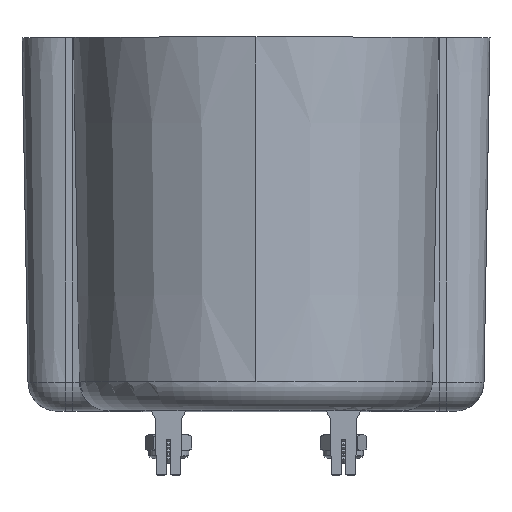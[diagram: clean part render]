
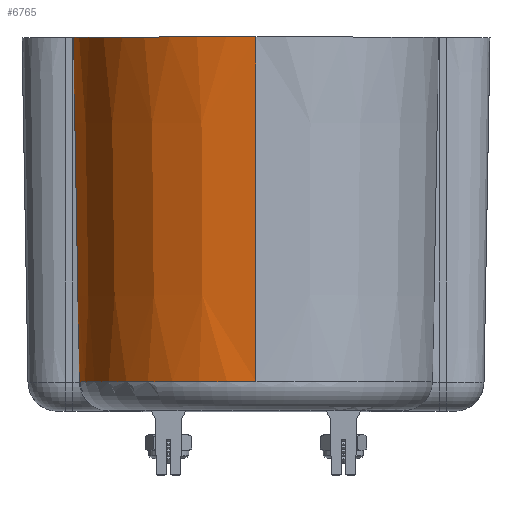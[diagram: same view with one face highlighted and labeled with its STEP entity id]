
A CAD part, top view. The second image highlights one B-rep face of the part: STEP entity #6765.
In plain terms, the highlighted conical face has half-angle 1 degrees and reference radius 47.981 mm.
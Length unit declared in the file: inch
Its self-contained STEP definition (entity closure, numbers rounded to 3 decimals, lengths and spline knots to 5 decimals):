
#571 = AXIS2_PLACEMENT_3D ( 'NONE', #11806, #3711, #13192 ) ;
#1080 = DIRECTION ( 'NONE',  ( 0., 1., 0.017 ) ) ;
#1435 = CARTESIAN_POINT ( 'NONE',  ( 0., 0., 0. ) ) ;
#1546 = VERTEX_POINT ( 'NONE', #11641 ) ;
#1574 = CARTESIAN_POINT ( 'NONE',  ( -1.5977, 0.30705, -1.01782 ) ) ;
#1998 = DIRECTION ( 'NONE',  ( 0.015, -1., 0.009 ) ) ;
#2127 = EDGE_LOOP ( 'NONE', ( #10445, #15385, #15806, #17056 ) ) ;
#2214 = DIRECTION ( 'NONE',  ( 0., 1., 0. ) ) ;
#3178 = VERTEX_POINT ( 'NONE', #4316 ) ;
#3711 = DIRECTION ( 'NONE',  ( 0., -1., 0. ) ) ;
#4316 = CARTESIAN_POINT ( 'NONE',  ( 0., 4., 1.95882 ) ) ;
#4396 = CIRCLE ( 'NONE', #571, 1.95882 ) ;
#5474 = VECTOR ( 'NONE', #1998, 39.37008 ) ;
#6492 = CARTESIAN_POINT ( 'NONE',  ( 0., 0., 1.889 ) ) ;
#6765 = ADVANCED_FACE ( 'NONE', ( #13783 ), #8419, .T. ) ;
#6884 = DIRECTION ( 'NONE',  ( 0., 1., 0. ) ) ;
#7402 = CARTESIAN_POINT ( 'NONE',  ( -1.59318, 0., -1.01494 ) ) ;
#7588 = AXIS2_PLACEMENT_3D ( 'NONE', #1435, #6884, #12304 ) ;
#8357 = VERTEX_POINT ( 'NONE', #1574 ) ;
#8419 = CONICAL_SURFACE ( 'NONE', #7588, 1.889, 0.017 ) ;
#8507 = EDGE_CURVE ( 'NONE', #1546, #8357, #12681, .T. ) ;
#10249 = VECTOR ( 'NONE', #1080, 39.37008 ) ;
#10254 = CARTESIAN_POINT ( 'NONE',  ( 0., 0.30705, 0. ) ) ;
#10445 = ORIENTED_EDGE ( 'NONE', *, *, #12655, .T. ) ;
#11641 = CARTESIAN_POINT ( 'NONE',  ( -1.65207, 4., -1.05245 ) ) ;
#11677 = DIRECTION ( 'NONE',  ( 0., 0., 1. ) ) ;
#11739 = EDGE_CURVE ( 'NONE', #14251, #3178, #13937, .T. ) ;
#11806 = CARTESIAN_POINT ( 'NONE',  ( 0., 4., 0. ) ) ;
#12182 = EDGE_CURVE ( 'NONE', #3178, #1546, #4396, .T. ) ;
#12304 = DIRECTION ( 'NONE',  ( 0., 0., 1. ) ) ;
#12655 = EDGE_CURVE ( 'NONE', #8357, #14251, #13263, .T. ) ;
#12681 = LINE ( 'NONE', #7402, #5474 ) ;
#13192 = DIRECTION ( 'NONE',  ( 0., 0., -1. ) ) ;
#13263 = CIRCLE ( 'NONE', #13945, 1.89436 ) ;
#13783 = FACE_OUTER_BOUND ( 'NONE', #2127, .T. ) ;
#13937 = LINE ( 'NONE', #6492, #10249 ) ;
#13945 = AXIS2_PLACEMENT_3D ( 'NONE', #10254, #2214, #11677 ) ;
#14251 = VERTEX_POINT ( 'NONE', #17312 ) ;
#15385 = ORIENTED_EDGE ( 'NONE', *, *, #11739, .T. ) ;
#15806 = ORIENTED_EDGE ( 'NONE', *, *, #12182, .T. ) ;
#17056 = ORIENTED_EDGE ( 'NONE', *, *, #8507, .T. ) ;
#17312 = CARTESIAN_POINT ( 'NONE',  ( 0., 0.30705, 1.89436 ) ) ;
